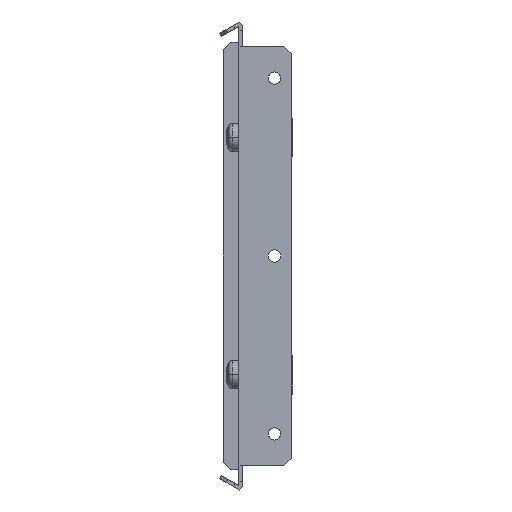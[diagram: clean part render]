
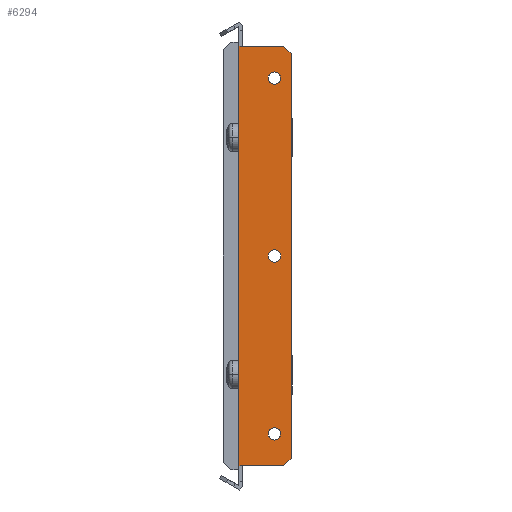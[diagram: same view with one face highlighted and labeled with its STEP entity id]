
A CAD part, front view. The second image highlights one B-rep face of the part: STEP entity #6294.
In plain terms, the highlighted planar face has unit normal (0, -1, 0).
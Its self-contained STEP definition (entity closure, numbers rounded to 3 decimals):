
#41 = AXIS2_PLACEMENT_3D ( 'NONE', #4849, #7667, #675 ) ;
#144 = CARTESIAN_POINT ( 'NONE',  ( 0., -2.5, -88.5 ) ) ;
#159 = AXIS2_PLACEMENT_3D ( 'NONE', #8248, #638, #1887 ) ;
#217 = ORIENTED_EDGE ( 'NONE', *, *, #8788, .F. ) ;
#243 = DIRECTION ( 'NONE',  ( 1., 0., 0. ) ) ;
#263 = EDGE_LOOP ( 'NONE', ( #7264, #1868, #3634, #4133, #3896, #5187, #3843, #4550 ) ) ;
#294 = VERTEX_POINT ( 'NONE', #1186 ) ;
#459 = AXIS2_PLACEMENT_3D ( 'NONE', #8671, #1693, #7273 ) ;
#531 = EDGE_CURVE ( 'NONE', #3078, #9128, #6591, .T. ) ;
#638 = DIRECTION ( 'NONE',  ( 0., -1., 0. ) ) ;
#675 = DIRECTION ( 'NONE',  ( -1., 0., 0. ) ) ;
#818 = VERTEX_POINT ( 'NONE', #7279 ) ;
#852 = ORIENTED_EDGE ( 'NONE', *, *, #6820, .F. ) ;
#898 = DIRECTION ( 'NONE',  ( -1., 0., 0. ) ) ;
#958 = VECTOR ( 'NONE', #243, 1000. ) ;
#1039 = ORIENTED_EDGE ( 'NONE', *, *, #1247, .F. ) ;
#1094 = VECTOR ( 'NONE', #2093, 1000. ) ;
#1186 = CARTESIAN_POINT ( 'NONE',  ( 16., -2.5, -88.5 ) ) ;
#1247 = EDGE_CURVE ( 'NONE', #6840, #5159, #8938, .T. ) ;
#1294 = CARTESIAN_POINT ( 'NONE',  ( -3., -2.5, 88.5 ) ) ;
#1311 = FACE_BOUND ( 'NONE', #8480, .T. ) ;
#1376 = ORIENTED_EDGE ( 'NONE', *, *, #4996, .F. ) ;
#1419 = EDGE_CURVE ( 'NONE', #5737, #818, #8649, .T. ) ;
#1489 = EDGE_CURVE ( 'NONE', #3596, #6696, #3739, .T. ) ;
#1527 = CARTESIAN_POINT ( 'NONE',  ( -0.5, -2.5, 88.5 ) ) ;
#1624 = CARTESIAN_POINT ( 'NONE',  ( 0., -2.5, -88.5 ) ) ;
#1693 = DIRECTION ( 'NONE',  ( 0., -1., 0. ) ) ;
#1713 = VECTOR ( 'NONE', #3690, 1000. ) ;
#1765 = CARTESIAN_POINT ( 'NONE',  ( 19., -2.5, 85.5 ) ) ;
#1826 = CARTESIAN_POINT ( 'NONE',  ( 12., -2.5, -75. ) ) ;
#1827 = DIRECTION ( 'NONE',  ( -1., 0., 0. ) ) ;
#1868 = ORIENTED_EDGE ( 'NONE', *, *, #5441, .T. ) ;
#1887 = DIRECTION ( 'NONE',  ( 1., 0., 0. ) ) ;
#2040 = PLANE ( 'NONE',  #41 ) ;
#2093 = DIRECTION ( 'NONE',  ( 0., 0., 1. ) ) ;
#2188 = CARTESIAN_POINT ( 'NONE',  ( 9.4, -2.5, -75. ) ) ;
#2385 = LINE ( 'NONE', #144, #958 ) ;
#2543 = CIRCLE ( 'NONE', #4898, 2.6 ) ;
#2586 = DIRECTION ( 'NONE',  ( -1., 0., 0. ) ) ;
#2610 = EDGE_LOOP ( 'NONE', ( #217, #8449 ) ) ;
#2623 = CARTESIAN_POINT ( 'NONE',  ( 14.6, -2.5, 0. ) ) ;
#3078 = VERTEX_POINT ( 'NONE', #1765 ) ;
#3172 = CARTESIAN_POINT ( 'NONE',  ( 16., -2.5, 88.5 ) ) ;
#3272 = DIRECTION ( 'NONE',  ( 0., 0., -1. ) ) ;
#3274 = DIRECTION ( 'NONE',  ( 0., -1., 0. ) ) ;
#3339 = CARTESIAN_POINT ( 'NONE',  ( 9.4, -2.5, 75. ) ) ;
#3373 = VECTOR ( 'NONE', #1827, 1000. ) ;
#3421 = DIRECTION ( 'NONE',  ( 0.707, 0., 0.707 ) ) ;
#3496 = CARTESIAN_POINT ( 'NONE',  ( 12., -2.5, 75. ) ) ;
#3596 = VERTEX_POINT ( 'NONE', #4910 ) ;
#3634 = ORIENTED_EDGE ( 'NONE', *, *, #7318, .T. ) ;
#3660 = CARTESIAN_POINT ( 'NONE',  ( 16., -2.5, 88.5 ) ) ;
#3690 = DIRECTION ( 'NONE',  ( -1., 0., 0. ) ) ;
#3739 = LINE ( 'NONE', #1624, #1713 ) ;
#3804 = EDGE_CURVE ( 'NONE', #9128, #5852, #8839, .T. ) ;
#3843 = ORIENTED_EDGE ( 'NONE', *, *, #8067, .T. ) ;
#3896 = ORIENTED_EDGE ( 'NONE', *, *, #3804, .T. ) ;
#3960 = CARTESIAN_POINT ( 'NONE',  ( -3., -2.5, -88.5 ) ) ;
#4125 = LINE ( 'NONE', #6947, #1094 ) ;
#4133 = ORIENTED_EDGE ( 'NONE', *, *, #531, .T. ) ;
#4136 = DIRECTION ( 'NONE',  ( 0., -1., 0. ) ) ;
#4330 = VERTEX_POINT ( 'NONE', #1294 ) ;
#4550 = ORIENTED_EDGE ( 'NONE', *, *, #1489, .F. ) ;
#4667 = CARTESIAN_POINT ( 'NONE',  ( 19., -2.5, -85.5 ) ) ;
#4778 = AXIS2_PLACEMENT_3D ( 'NONE', #1826, #3274, #2586 ) ;
#4849 = CARTESIAN_POINT ( 'NONE',  ( 0., -2.5, 0. ) ) ;
#4898 = AXIS2_PLACEMENT_3D ( 'NONE', #8522, #7267, #6443 ) ;
#4910 = CARTESIAN_POINT ( 'NONE',  ( -0.5, -2.5, -88.5 ) ) ;
#4923 = CARTESIAN_POINT ( 'NONE',  ( 14.6, -2.5, -75. ) ) ;
#4934 = AXIS2_PLACEMENT_3D ( 'NONE', #4981, #7758, #5641 ) ;
#4981 = CARTESIAN_POINT ( 'NONE',  ( 12., -2.5, 0. ) ) ;
#4996 = EDGE_CURVE ( 'NONE', #6358, #5103, #7066, .T. ) ;
#5103 = VERTEX_POINT ( 'NONE', #3339 ) ;
#5159 = VERTEX_POINT ( 'NONE', #2188 ) ;
#5187 = ORIENTED_EDGE ( 'NONE', *, *, #5644, .T. ) ;
#5223 = VECTOR ( 'NONE', #7269, 1000. ) ;
#5298 = EDGE_CURVE ( 'NONE', #5159, #6840, #5915, .T. ) ;
#5441 = EDGE_CURVE ( 'NONE', #294, #6244, #7623, .T. ) ;
#5601 = CARTESIAN_POINT ( 'NONE',  ( 14.6, -2.5, 75. ) ) ;
#5641 = DIRECTION ( 'NONE',  ( -1., 0., 0. ) ) ;
#5644 = EDGE_CURVE ( 'NONE', #5852, #4330, #7211, .T. ) ;
#5737 = VERTEX_POINT ( 'NONE', #2623 ) ;
#5762 = VECTOR ( 'NONE', #3421, 1000. ) ;
#5852 = VERTEX_POINT ( 'NONE', #1527 ) ;
#5915 = CIRCLE ( 'NONE', #459, 2.6 ) ;
#6050 = LINE ( 'NONE', #6929, #6220 ) ;
#6220 = VECTOR ( 'NONE', #3272, 1000. ) ;
#6244 = VERTEX_POINT ( 'NONE', #6807 ) ;
#6294 = ADVANCED_FACE ( 'NONE', ( #7624, #1311, #6938, #8375 ), #2040, .F. ) ;
#6312 = DIRECTION ( 'NONE',  ( 1., 0., 0. ) ) ;
#6358 = VERTEX_POINT ( 'NONE', #5601 ) ;
#6443 = DIRECTION ( 'NONE',  ( -1., 0., 0. ) ) ;
#6550 = ORIENTED_EDGE ( 'NONE', *, *, #5298, .F. ) ;
#6591 = LINE ( 'NONE', #3660, #5223 ) ;
#6696 = VERTEX_POINT ( 'NONE', #3960 ) ;
#6807 = CARTESIAN_POINT ( 'NONE',  ( 19., -2.5, -85.5 ) ) ;
#6820 = EDGE_CURVE ( 'NONE', #5103, #6358, #8748, .T. ) ;
#6840 = VERTEX_POINT ( 'NONE', #4923 ) ;
#6890 = CARTESIAN_POINT ( 'NONE',  ( 0., -2.5, 88.5 ) ) ;
#6929 = CARTESIAN_POINT ( 'NONE',  ( -3., -2.5, 0. ) ) ;
#6938 = FACE_BOUND ( 'NONE', #2610, .T. ) ;
#6945 = VECTOR ( 'NONE', #898, 1000. ) ;
#6947 = CARTESIAN_POINT ( 'NONE',  ( 19., -2.5, 0. ) ) ;
#7066 = CIRCLE ( 'NONE', #159, 2.6 ) ;
#7211 = LINE ( 'NONE', #8659, #6945 ) ;
#7264 = ORIENTED_EDGE ( 'NONE', *, *, #7683, .T. ) ;
#7267 = DIRECTION ( 'NONE',  ( 0., -1., 0. ) ) ;
#7269 = DIRECTION ( 'NONE',  ( -0.707, 0., 0.707 ) ) ;
#7273 = DIRECTION ( 'NONE',  ( -1., 0., 0. ) ) ;
#7279 = CARTESIAN_POINT ( 'NONE',  ( 9.4, -2.5, 0. ) ) ;
#7318 = EDGE_CURVE ( 'NONE', #6244, #3078, #4125, .T. ) ;
#7544 = AXIS2_PLACEMENT_3D ( 'NONE', #3496, #4136, #6312 ) ;
#7623 = LINE ( 'NONE', #4667, #5762 ) ;
#7624 = FACE_BOUND ( 'NONE', #7962, .T. ) ;
#7667 = DIRECTION ( 'NONE',  ( 0., 1., 0. ) ) ;
#7683 = EDGE_CURVE ( 'NONE', #3596, #294, #2385, .T. ) ;
#7758 = DIRECTION ( 'NONE',  ( 0., -1., 0. ) ) ;
#7962 = EDGE_LOOP ( 'NONE', ( #1376, #852 ) ) ;
#8067 = EDGE_CURVE ( 'NONE', #4330, #6696, #6050, .T. ) ;
#8248 = CARTESIAN_POINT ( 'NONE',  ( 12., -2.5, 75. ) ) ;
#8375 = FACE_OUTER_BOUND ( 'NONE', #263, .T. ) ;
#8449 = ORIENTED_EDGE ( 'NONE', *, *, #1419, .F. ) ;
#8480 = EDGE_LOOP ( 'NONE', ( #1039, #6550 ) ) ;
#8522 = CARTESIAN_POINT ( 'NONE',  ( 12., -2.5, 0. ) ) ;
#8649 = CIRCLE ( 'NONE', #4934, 2.6 ) ;
#8659 = CARTESIAN_POINT ( 'NONE',  ( -0.5, -2.5, 88.5 ) ) ;
#8671 = CARTESIAN_POINT ( 'NONE',  ( 12., -2.5, -75. ) ) ;
#8748 = CIRCLE ( 'NONE', #7544, 2.6 ) ;
#8788 = EDGE_CURVE ( 'NONE', #818, #5737, #2543, .T. ) ;
#8839 = LINE ( 'NONE', #6890, #3373 ) ;
#8938 = CIRCLE ( 'NONE', #4778, 2.6 ) ;
#9128 = VERTEX_POINT ( 'NONE', #3172 ) ;
